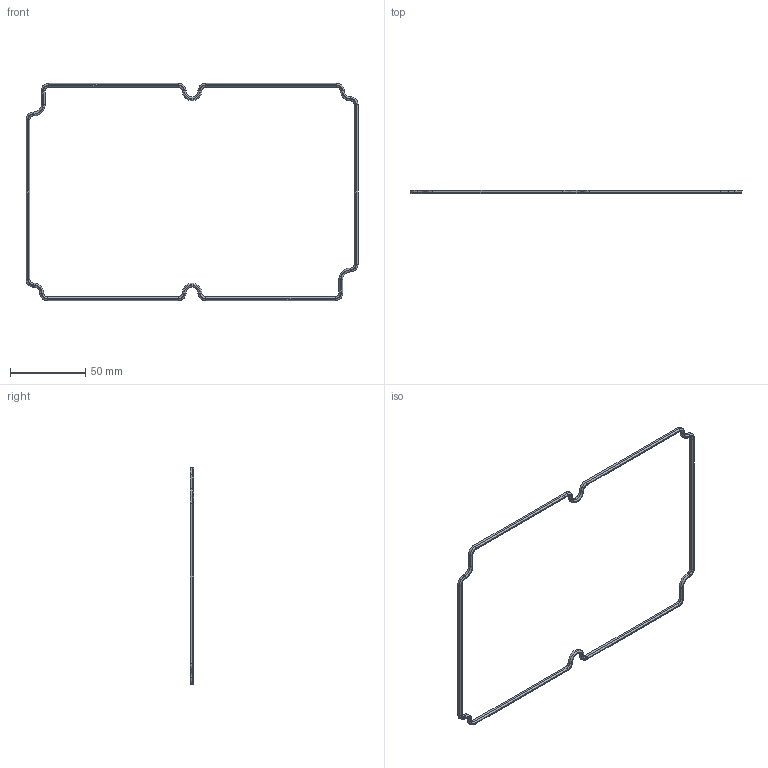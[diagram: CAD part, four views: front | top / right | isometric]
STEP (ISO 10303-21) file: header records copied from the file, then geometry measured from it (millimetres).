
FILE_DESCRIPTION(('FreeCAD Model'),'2;1');
FILE_NAME('Open CASCADE Shape Model','2026-01-27T16:10:20',('Author'),( ''),'Open CASCADE STEP processor 7.7','FreeCAD','Unknown');
FILE_SCHEMA(('AUTOMOTIVE_DESIGN { 1 0 10303 214 1 1 1 1 }'));
Length unit declared in the file: millimetre
Products named in the file (1): 1550Z124 GASKET
Bounding box: 220.19 x 2.3 x 144.19 mm (x, y, z)
Volume: 3684.4 mm3; surface area: 6229.4 mm2
Topology: 1 solids, 1 shells, 146 faces, 360 edges, 216 vertices
Faces by surface type: plane 38, cylinder 36, cone 36, bspline 32, torus 4
Entity records: 5122 total; most frequent: CARTESIAN_POINT 1751, ORIENTED_EDGE 720, DIRECTION 674, EDGE_CURVE 360, AXIS2_PLACEMENT_3D 247, VERTEX_POINT 216, LINE 180, VECTOR 180
